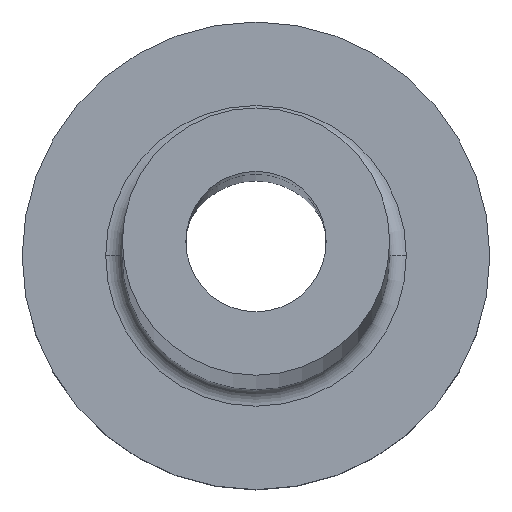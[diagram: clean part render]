
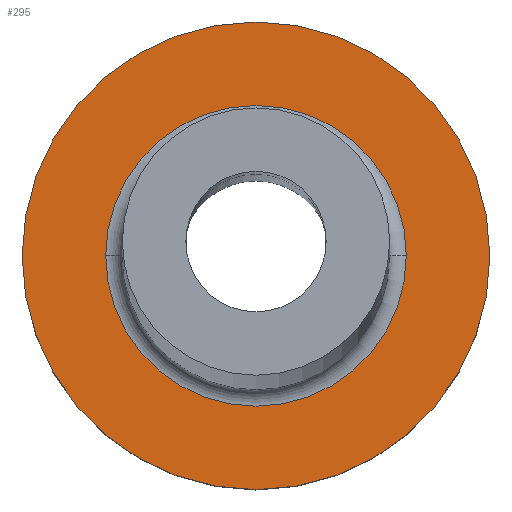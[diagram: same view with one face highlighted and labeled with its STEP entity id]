
A CAD part, top view. The second image highlights one B-rep face of the part: STEP entity #295.
In plain terms, the highlighted planar face has unit normal (0, 0, 1).
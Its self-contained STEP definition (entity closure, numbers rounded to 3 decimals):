
#10 = PLANE ( 'NONE',  #29 ) ;
#29 = AXIS2_PLACEMENT_3D ( 'NONE', #188, #78, #340 ) ;
#33 = EDGE_CURVE ( 'NONE', #47, #123, #61, .T. ) ;
#41 = DIRECTION ( 'NONE',  ( 0., 0., -1. ) ) ;
#43 = EDGE_CURVE ( 'NONE', #123, #47, #127, .T. ) ;
#47 = VERTEX_POINT ( 'NONE', #246 ) ;
#61 = CIRCLE ( 'NONE', #324, 7. ) ;
#70 = CARTESIAN_POINT ( 'NONE',  ( 4.5, 0., 5. ) ) ;
#78 = DIRECTION ( 'NONE',  ( 0., 0., 1. ) ) ;
#90 = FACE_OUTER_BOUND ( 'NONE', #255, .T. ) ;
#96 = AXIS2_PLACEMENT_3D ( 'NONE', #286, #174, #135 ) ;
#109 = DIRECTION ( 'NONE',  ( 0., 0., 1. ) ) ;
#110 = CARTESIAN_POINT ( 'NONE',  ( 0., 0., 5. ) ) ;
#123 = VERTEX_POINT ( 'NONE', #211 ) ;
#127 = CIRCLE ( 'NONE', #450, 7. ) ;
#135 = DIRECTION ( 'NONE',  ( 1., 0., 0. ) ) ;
#150 = VERTEX_POINT ( 'NONE', #70 ) ;
#174 = DIRECTION ( 'NONE',  ( 0., 0., -1. ) ) ;
#176 = CARTESIAN_POINT ( 'NONE',  ( 0., 0., 5. ) ) ;
#178 = FACE_BOUND ( 'NONE', #374, .T. ) ;
#188 = CARTESIAN_POINT ( 'NONE',  ( 0., 0., 5. ) ) ;
#198 = EDGE_CURVE ( 'NONE', #150, #342, #201, .T. ) ;
#201 = CIRCLE ( 'NONE', #96, 4.5 ) ;
#208 = DIRECTION ( 'NONE',  ( 1., 0., 0. ) ) ;
#211 = CARTESIAN_POINT ( 'NONE',  ( 7., 0., 5. ) ) ;
#213 = EDGE_CURVE ( 'NONE', #342, #150, #268, .T. ) ;
#214 = ORIENTED_EDGE ( 'NONE', *, *, #198, .T. ) ;
#230 = AXIS2_PLACEMENT_3D ( 'NONE', #176, #41, #392 ) ;
#246 = CARTESIAN_POINT ( 'NONE',  ( -7., 0., 5. ) ) ;
#255 = EDGE_LOOP ( 'NONE', ( #339, #409 ) ) ;
#268 = CIRCLE ( 'NONE', #230, 4.5 ) ;
#286 = CARTESIAN_POINT ( 'NONE',  ( 0., 0., 5. ) ) ;
#290 = DIRECTION ( 'NONE',  ( 1., 0., 0. ) ) ;
#295 = ADVANCED_FACE ( 'NONE', ( #178, #90 ), #10, .T. ) ;
#324 = AXIS2_PLACEMENT_3D ( 'NONE', #110, #109, #290 ) ;
#339 = ORIENTED_EDGE ( 'NONE', *, *, #33, .T. ) ;
#340 = DIRECTION ( 'NONE',  ( 1., 0., 0. ) ) ;
#342 = VERTEX_POINT ( 'NONE', #407 ) ;
#358 = ORIENTED_EDGE ( 'NONE', *, *, #213, .T. ) ;
#360 = CARTESIAN_POINT ( 'NONE',  ( 0., 0., 5. ) ) ;
#374 = EDGE_LOOP ( 'NONE', ( #214, #358 ) ) ;
#387 = DIRECTION ( 'NONE',  ( 0., 0., 1. ) ) ;
#392 = DIRECTION ( 'NONE',  ( 1., 0., 0. ) ) ;
#407 = CARTESIAN_POINT ( 'NONE',  ( -4.5, 0., 5. ) ) ;
#409 = ORIENTED_EDGE ( 'NONE', *, *, #43, .T. ) ;
#450 = AXIS2_PLACEMENT_3D ( 'NONE', #360, #387, #208 ) ;
